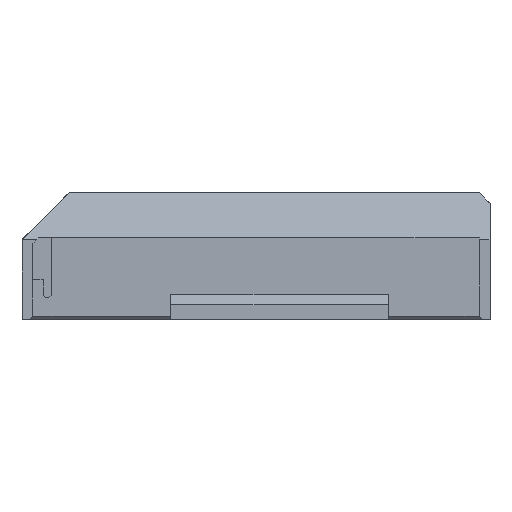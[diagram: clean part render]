
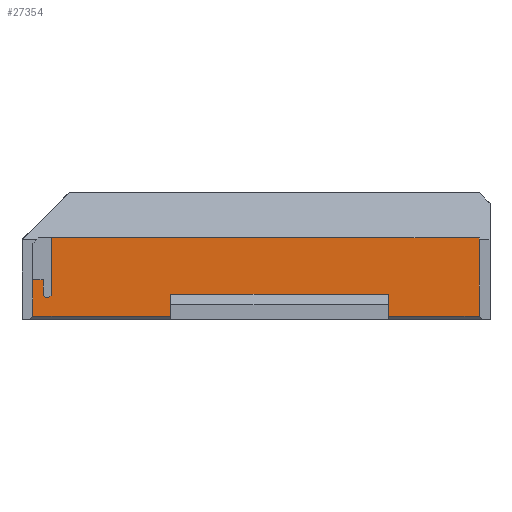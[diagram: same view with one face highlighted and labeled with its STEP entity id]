
A CAD part, front view. The second image highlights one B-rep face of the part: STEP entity #27354.
In plain terms, the highlighted planar face has unit normal (0, -1, 0).
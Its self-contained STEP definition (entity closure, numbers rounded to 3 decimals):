
#476=FACE_OUTER_BOUND('',#1801,.T.);
#1801=EDGE_LOOP('',(#18133,#18134,#18135,#18136,#18137,#18138,#18139,#18140,
#18141));
#3568=LINE('',#36643,#7528);
#3589=LINE('',#36688,#7549);
#3590=LINE('',#36691,#7550);
#3597=LINE('',#36705,#7557);
#3598=LINE('',#36707,#7558);
#3599=LINE('',#36708,#7559);
#3600=LINE('',#36710,#7560);
#3601=LINE('',#36712,#7561);
#3602=LINE('',#36713,#7562);
#7528=VECTOR('',#30021,10.);
#7549=VECTOR('',#30054,10.);
#7550=VECTOR('',#30057,10.);
#7557=VECTOR('',#30066,10.);
#7558=VECTOR('',#30067,10.);
#7559=VECTOR('',#30068,10.);
#7560=VECTOR('',#30069,10.);
#7561=VECTOR('',#30070,10.);
#7562=VECTOR('',#30071,10.);
#11488=VERTEX_POINT('',#36641);
#11489=VERTEX_POINT('',#36642);
#11505=VERTEX_POINT('',#36680);
#11507=VERTEX_POINT('',#36686);
#11508=VERTEX_POINT('',#36690);
#11514=VERTEX_POINT('',#36704);
#11515=VERTEX_POINT('',#36706);
#11516=VERTEX_POINT('',#36709);
#11517=VERTEX_POINT('',#36711);
#14130=EDGE_CURVE('',#11488,#11489,#3568,.T.);
#14153=EDGE_CURVE('',#11507,#11505,#3589,.T.);
#14154=EDGE_CURVE('',#11505,#11508,#3590,.T.);
#14161=EDGE_CURVE('',#11488,#11514,#3597,.T.);
#14162=EDGE_CURVE('',#11515,#11514,#3598,.T.);
#14163=EDGE_CURVE('',#11515,#11508,#3599,.T.);
#14164=EDGE_CURVE('',#11507,#11516,#3600,.T.);
#14165=EDGE_CURVE('',#11516,#11517,#3601,.T.);
#14166=EDGE_CURVE('',#11517,#11489,#3602,.T.);
#18133=ORIENTED_EDGE('',*,*,#14130,.F.);
#18134=ORIENTED_EDGE('',*,*,#14161,.T.);
#18135=ORIENTED_EDGE('',*,*,#14162,.F.);
#18136=ORIENTED_EDGE('',*,*,#14163,.T.);
#18137=ORIENTED_EDGE('',*,*,#14154,.F.);
#18138=ORIENTED_EDGE('',*,*,#14153,.F.);
#18139=ORIENTED_EDGE('',*,*,#14164,.T.);
#18140=ORIENTED_EDGE('',*,*,#14165,.T.);
#18141=ORIENTED_EDGE('',*,*,#14166,.T.);
#26031=PLANE('',#28695);
#27354=ADVANCED_FACE('',(#476),#26031,.T.);
#28695=AXIS2_PLACEMENT_3D('',#36703,#30064,#30065);
#30021=DIRECTION('',(-1.,0.,0.));
#30054=DIRECTION('',(-1.,0.,0.));
#30057=DIRECTION('',(0.,0.,1.));
#30064=DIRECTION('center_axis',(0.,-1.,0.));
#30065=DIRECTION('ref_axis',(1.,0.,0.));
#30066=DIRECTION('',(0.,0.,1.));
#30067=DIRECTION('',(1.,0.,0.));
#30068=DIRECTION('',(-0.707,0.,-0.707));
#30069=DIRECTION('',(0.,0.,1.));
#30070=DIRECTION('',(1.,0.,0.));
#30071=DIRECTION('',(0.,0.,-1.));
#36641=CARTESIAN_POINT('',(55.,52.,31.9));
#36642=CARTESIAN_POINT('',(30.,52.,31.9));
#36643=CARTESIAN_POINT('',(-68.75,52.,31.9));
#36680=CARTESIAN_POINT('',(-68.,52.,31.9));
#36686=CARTESIAN_POINT('',(-30.,52.,31.9));
#36688=CARTESIAN_POINT('',(-68.75,52.,31.9));
#36690=CARTESIAN_POINT('',(-68.,52.,52.));
#36691=CARTESIAN_POINT('',(-68.,52.,31.));
#36703=CARTESIAN_POINT('Origin',(-68.,52.,31.));
#36704=CARTESIAN_POINT('',(55.,52.,61.));
#36705=CARTESIAN_POINT('',(55.,52.,31.));
#36706=CARTESIAN_POINT('',(-59.,52.,61.));
#36707=CARTESIAN_POINT('',(-33.125,52.,61.));
#36708=CARTESIAN_POINT('',(-70.5,52.,49.5));
#36709=CARTESIAN_POINT('',(-30.,52.,38.));
#36710=CARTESIAN_POINT('',(-30.,52.,34.5));
#36711=CARTESIAN_POINT('',(30.,52.,38.));
#36712=CARTESIAN_POINT('',(-19.,52.,38.));
#36713=CARTESIAN_POINT('',(30.,52.,31.));
